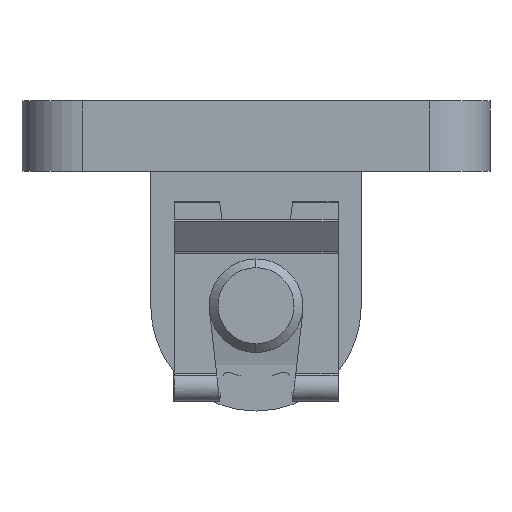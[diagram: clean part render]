
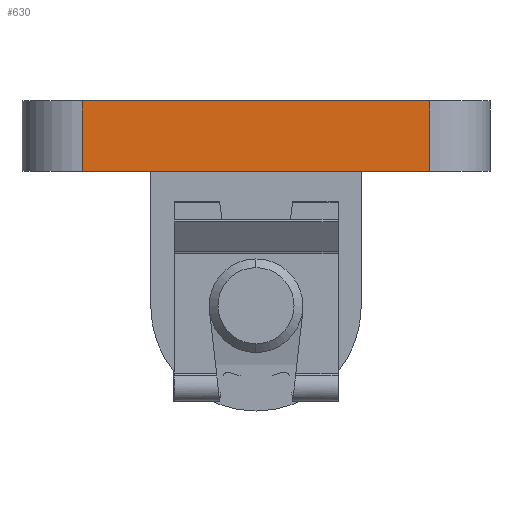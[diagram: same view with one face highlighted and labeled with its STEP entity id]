
A CAD part, left-side view. The second image highlights one B-rep face of the part: STEP entity #630.
In plain terms, the highlighted planar face has unit normal (-1, 0, 0).
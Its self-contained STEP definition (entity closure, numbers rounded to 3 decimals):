
#174 = ORIENTED_EDGE ( 'NONE', *, *, #3736, .F. ) ;
#175 = ORIENTED_EDGE ( 'NONE', *, *, #3744, .T. ) ;
#177 = ORIENTED_EDGE ( 'NONE', *, *, #3843, .T. ) ;
#180 = ORIENTED_EDGE ( 'NONE', *, *, #3738, .T. ) ;
#488 = VERTEX_POINT ( 'NONE', #1073 ) ;
#519 = VERTEX_POINT ( 'NONE', #1091 ) ;
#630 = ADVANCED_FACE ( 'NONE', ( #3093 ), #1357, .F. ) ;
#1073 = CARTESIAN_POINT ( 'NONE',  ( 0., 6.3, 0. ) ) ;
#1091 = CARTESIAN_POINT ( 'NONE',  ( 0., 65.7, 0. ) ) ;
#1357 = PLANE ( 'NONE',  #4203 ) ;
#1372 = CARTESIAN_POINT ( 'NONE',  ( 0., -4., 12. ) ) ;
#1391 = DIRECTION ( 'NONE',  ( 1., 0., 0. ) ) ;
#1392 = DIRECTION ( 'NONE',  ( 0., 0., -1. ) ) ;
#1703 = CARTESIAN_POINT ( 'NONE',  ( 0., -4., 12. ) ) ;
#1709 = DIRECTION ( 'NONE',  ( 0., -1., 0. ) ) ;
#1712 = CARTESIAN_POINT ( 'NONE',  ( 0., 6.3, 12. ) ) ;
#1713 = DIRECTION ( 'NONE',  ( 0., 0., 1. ) ) ;
#1723 = CARTESIAN_POINT ( 'NONE',  ( 0., 65.7, 12. ) ) ;
#1724 = DIRECTION ( 'NONE',  ( 0., 0., -1. ) ) ;
#1981 = CARTESIAN_POINT ( 'NONE',  ( 0., -4., 0. ) ) ;
#1982 = DIRECTION ( 'NONE',  ( 0., -1., 0. ) ) ;
#2582 = CARTESIAN_POINT ( 'NONE',  ( 0., 6.3, 12. ) ) ;
#2609 = CARTESIAN_POINT ( 'NONE',  ( 0., 65.7, 12. ) ) ;
#2872 = EDGE_LOOP ( 'NONE', ( #177, #180, #174, #175 ) ) ;
#3093 = FACE_OUTER_BOUND ( 'NONE', #2872, .T. ) ;
#3157 = VECTOR ( 'NONE', #1709, 1000. ) ;
#3160 = LINE ( 'NONE', #1703, #3157 ) ;
#3164 = LINE ( 'NONE', #1712, #3165 ) ;
#3165 = VECTOR ( 'NONE', #1713, 1000. ) ;
#3175 = LINE ( 'NONE', #1723, #3176 ) ;
#3176 = VECTOR ( 'NONE', #1724, 1000. ) ;
#3314 = LINE ( 'NONE', #1981, #3315 ) ;
#3315 = VECTOR ( 'NONE', #1982, 1000. ) ;
#3736 = EDGE_CURVE ( 'NONE', #4406, #4380, #3160, .T. ) ;
#3738 = EDGE_CURVE ( 'NONE', #488, #4380, #3164, .T. ) ;
#3744 = EDGE_CURVE ( 'NONE', #4406, #519, #3175, .T. ) ;
#3843 = EDGE_CURVE ( 'NONE', #519, #488, #3314, .T. ) ;
#4203 = AXIS2_PLACEMENT_3D ( 'NONE', #1372, #1391, #1392 ) ;
#4380 = VERTEX_POINT ( 'NONE', #2582 ) ;
#4406 = VERTEX_POINT ( 'NONE', #2609 ) ;
